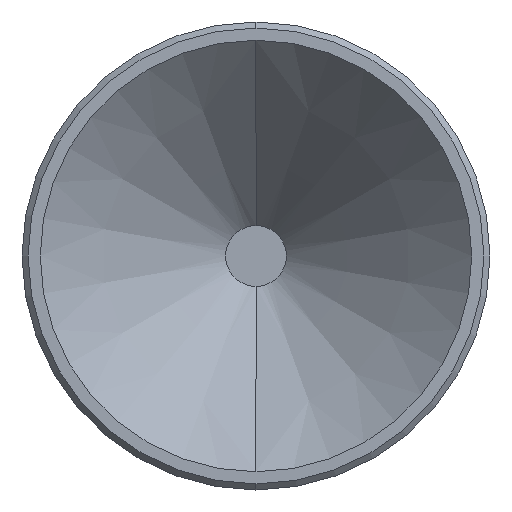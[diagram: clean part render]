
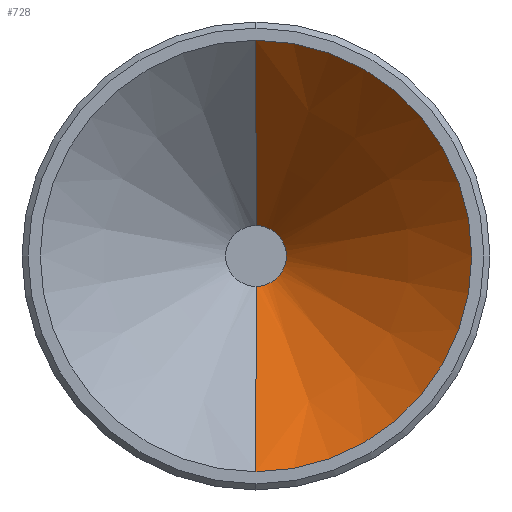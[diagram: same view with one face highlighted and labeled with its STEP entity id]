
A CAD part, left-side view. The second image highlights one B-rep face of the part: STEP entity #728.
In plain terms, the highlighted conical face has half-angle 45 degrees and reference radius 0.127 mm.
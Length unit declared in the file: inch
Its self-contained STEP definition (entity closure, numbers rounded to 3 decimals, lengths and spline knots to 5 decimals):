
#32 = CARTESIAN_POINT ( 'NONE',  ( -0.31, 0., -0.0355 ) ) ;
#72 = ORIENTED_EDGE ( 'NONE', *, *, #410, .F. ) ;
#97 = ORIENTED_EDGE ( 'NONE', *, *, #1068, .F. ) ;
#219 = LINE ( 'NONE', #298, #1235 ) ;
#243 = ORIENTED_EDGE ( 'NONE', *, *, #676, .T. ) ;
#244 = DIRECTION ( 'NONE',  ( 1., 0., 0. ) ) ;
#279 = VERTEX_POINT ( 'NONE', #761 ) ;
#298 = CARTESIAN_POINT ( 'NONE',  ( -0.2795, 0., 0.005 ) ) ;
#306 = AXIS2_PLACEMENT_3D ( 'NONE', #794, #392, #1007 ) ;
#351 = DIRECTION ( 'NONE',  ( -0.707, 0., -0.707 ) ) ;
#353 = DIRECTION ( 'NONE',  ( 0., 0., 1. ) ) ;
#392 = DIRECTION ( 'NONE',  ( 1., 0., 0. ) ) ;
#410 = EDGE_CURVE ( 'NONE', #882, #1169, #575, .T. ) ;
#473 = CIRCLE ( 'NONE', #1199, 0.005 ) ;
#523 = ORIENTED_EDGE ( 'NONE', *, *, #916, .T. ) ;
#565 = CONICAL_SURFACE ( 'NONE', #1172, 0.005, 0.785 ) ;
#575 = CIRCLE ( 'NONE', #306, 0.0355 ) ;
#646 = CARTESIAN_POINT ( 'NONE',  ( -0.31, 0., 0.0355 ) ) ;
#676 = EDGE_CURVE ( 'NONE', #1127, #279, #473, .T. ) ;
#720 = CARTESIAN_POINT ( 'NONE',  ( -0.2795, 0., 0.005 ) ) ;
#728 = ADVANCED_FACE ( 'NONE', ( #986 ), #565, .F. ) ;
#761 = CARTESIAN_POINT ( 'NONE',  ( -0.2795, 0., -0.005 ) ) ;
#776 = CARTESIAN_POINT ( 'NONE',  ( -0.2795, 0., 0. ) ) ;
#794 = CARTESIAN_POINT ( 'NONE',  ( -0.31, 0., 0. ) ) ;
#845 = LINE ( 'NONE', #1255, #850 ) ;
#850 = VECTOR ( 'NONE', #351, 39.37008 ) ;
#882 = VERTEX_POINT ( 'NONE', #646 ) ;
#887 = DIRECTION ( 'NONE',  ( -1., 0., 0. ) ) ;
#909 = CARTESIAN_POINT ( 'NONE',  ( -0.2795, 0., 0. ) ) ;
#916 = EDGE_CURVE ( 'NONE', #279, #1169, #845, .T. ) ;
#934 = DIRECTION ( 'NONE',  ( 0., 0., -1. ) ) ;
#975 = EDGE_LOOP ( 'NONE', ( #243, #523, #72, #97 ) ) ;
#986 = FACE_OUTER_BOUND ( 'NONE', #975, .T. ) ;
#1007 = DIRECTION ( 'NONE',  ( 0., 0., -1. ) ) ;
#1009 = DIRECTION ( 'NONE',  ( -0.707, 0., 0.707 ) ) ;
#1068 = EDGE_CURVE ( 'NONE', #1127, #882, #219, .T. ) ;
#1127 = VERTEX_POINT ( 'NONE', #720 ) ;
#1169 = VERTEX_POINT ( 'NONE', #32 ) ;
#1172 = AXIS2_PLACEMENT_3D ( 'NONE', #776, #887, #353 ) ;
#1199 = AXIS2_PLACEMENT_3D ( 'NONE', #909, #244, #934 ) ;
#1235 = VECTOR ( 'NONE', #1009, 39.37008 ) ;
#1255 = CARTESIAN_POINT ( 'NONE',  ( -0.2795, 0., -0.005 ) ) ;
